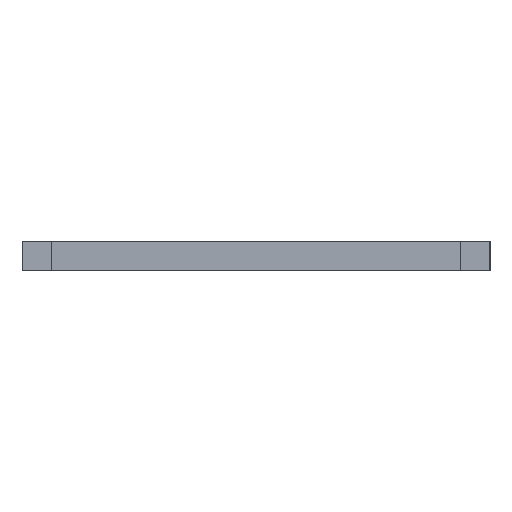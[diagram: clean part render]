
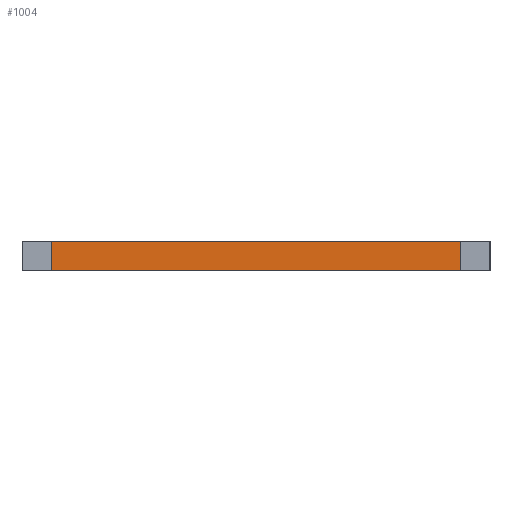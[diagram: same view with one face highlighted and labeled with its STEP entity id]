
A CAD part, left-side view. The second image highlights one B-rep face of the part: STEP entity #1004.
In plain terms, the highlighted planar face has unit normal (-1, 0, 0).
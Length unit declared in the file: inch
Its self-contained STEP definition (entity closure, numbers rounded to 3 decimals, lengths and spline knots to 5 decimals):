
#10 = DIRECTION ( 'NONE',  ( 0., 0., -1. ) ) ;
#35 = EDGE_CURVE ( 'NONE', #394, #488, #738, .T. ) ;
#39 = LINE ( 'NONE', #353, #876 ) ;
#69 = DIRECTION ( 'NONE',  ( 0., 0., 1. ) ) ;
#107 = CARTESIAN_POINT ( 'NONE',  ( 0., 0., 0. ) ) ;
#166 = PLANE ( 'NONE',  #356 ) ;
#172 = CARTESIAN_POINT ( 'NONE',  ( 0., 0., -0.0625 ) ) ;
#186 = CARTESIAN_POINT ( 'NONE',  ( 0., 0.875, 0. ) ) ;
#193 = EDGE_CURVE ( 'NONE', #983, #877, #842, .T. ) ;
#201 = ORIENTED_EDGE ( 'NONE', *, *, #35, .T. ) ;
#204 = CARTESIAN_POINT ( 'NONE',  ( 0., 0., -0.0625 ) ) ;
#257 = VECTOR ( 'NONE', #69, 39.37008 ) ;
#322 = CARTESIAN_POINT ( 'NONE',  ( 0., 0.875, -0.0625 ) ) ;
#353 = CARTESIAN_POINT ( 'NONE',  ( 0., 0., -0.0625 ) ) ;
#356 = AXIS2_PLACEMENT_3D ( 'NONE', #172, #392, #10 ) ;
#368 = DIRECTION ( 'NONE',  ( 0., 0., 1. ) ) ;
#387 = LINE ( 'NONE', #462, #257 ) ;
#392 = DIRECTION ( 'NONE',  ( 1., 0., 0. ) ) ;
#394 = VERTEX_POINT ( 'NONE', #545 ) ;
#462 = CARTESIAN_POINT ( 'NONE',  ( 0., 0.875, -0.0625 ) ) ;
#487 = ORIENTED_EDGE ( 'NONE', *, *, #193, .F. ) ;
#488 = VERTEX_POINT ( 'NONE', #186 ) ;
#532 = VECTOR ( 'NONE', #570, 39.37008 ) ;
#545 = CARTESIAN_POINT ( 'NONE',  ( 0., 0., 0. ) ) ;
#570 = DIRECTION ( 'NONE',  ( 0., 1., 0. ) ) ;
#653 = CARTESIAN_POINT ( 'NONE',  ( 0., 0., -0.0625 ) ) ;
#673 = EDGE_CURVE ( 'NONE', #983, #394, #39, .T. ) ;
#691 = VECTOR ( 'NONE', #831, 39.37008 ) ;
#734 = ORIENTED_EDGE ( 'NONE', *, *, #673, .T. ) ;
#736 = EDGE_CURVE ( 'NONE', #877, #488, #387, .T. ) ;
#738 = LINE ( 'NONE', #107, #532 ) ;
#788 = EDGE_LOOP ( 'NONE', ( #201, #794, #487, #734 ) ) ;
#794 = ORIENTED_EDGE ( 'NONE', *, *, #736, .F. ) ;
#831 = DIRECTION ( 'NONE',  ( 0., 1., 0. ) ) ;
#842 = LINE ( 'NONE', #204, #691 ) ;
#876 = VECTOR ( 'NONE', #368, 39.37008 ) ;
#877 = VERTEX_POINT ( 'NONE', #322 ) ;
#890 = FACE_OUTER_BOUND ( 'NONE', #788, .T. ) ;
#983 = VERTEX_POINT ( 'NONE', #653 ) ;
#1004 = ADVANCED_FACE ( 'NONE', ( #890 ), #166, .F. ) ;
